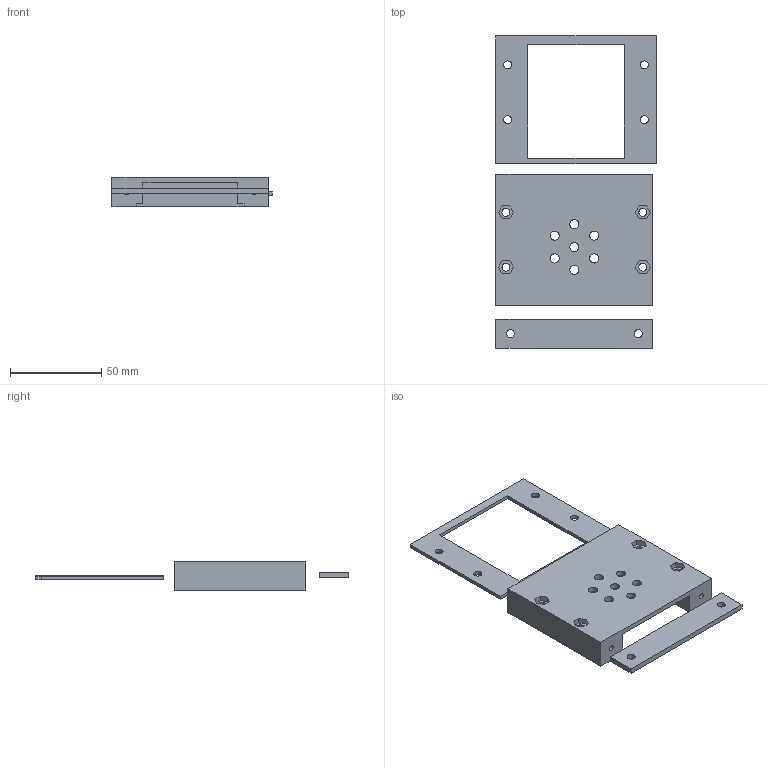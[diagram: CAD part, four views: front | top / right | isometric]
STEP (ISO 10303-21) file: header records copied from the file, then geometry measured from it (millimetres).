
FILE_DESCRIPTION(/* description */ (''),/* implementation_level */ '2;1');
FILE_NAME(/* name */ 'Vibe Plate Assembly v5.5.step',/* time_stamp */ '2023-07-03T23:26:52+01:00',/* author */ (''),/* organization */ (''),/* preprocessor_version */ 'ST-DEVELOPER v19.2',/* originating_system */ 'Autodesk Translation Framework v12.6.0.85',/* authorisation */ '');
FILE_SCHEMA (('AUTOMOTIVE_DESIGN { 1 0 10303 214 3 1 1 }'));
Length unit declared in the file: millimetre
Products named in the file (1): (Não salvo)
Bounding box: 88 x 171.23 x 16 mm (x, y, z)
Volume: 62845.8 mm3; surface area: 30577.2 mm2
Topology: 3 solids, 3 shells, 80 faces, 204 edges, 136 vertices
Faces by surface type: plane 61, cylinder 19
Full cylindrical faces by diameter (mm): 3 x2, 4.4 x10, 5 x7
Entity records: 2505 total; most frequent: CARTESIAN_POINT 421, ORIENTED_EDGE 408, DIRECTION 404, EDGE_CURVE 204, LINE 166, VECTOR 166, VERTEX_POINT 136, EDGE_LOOP 122
